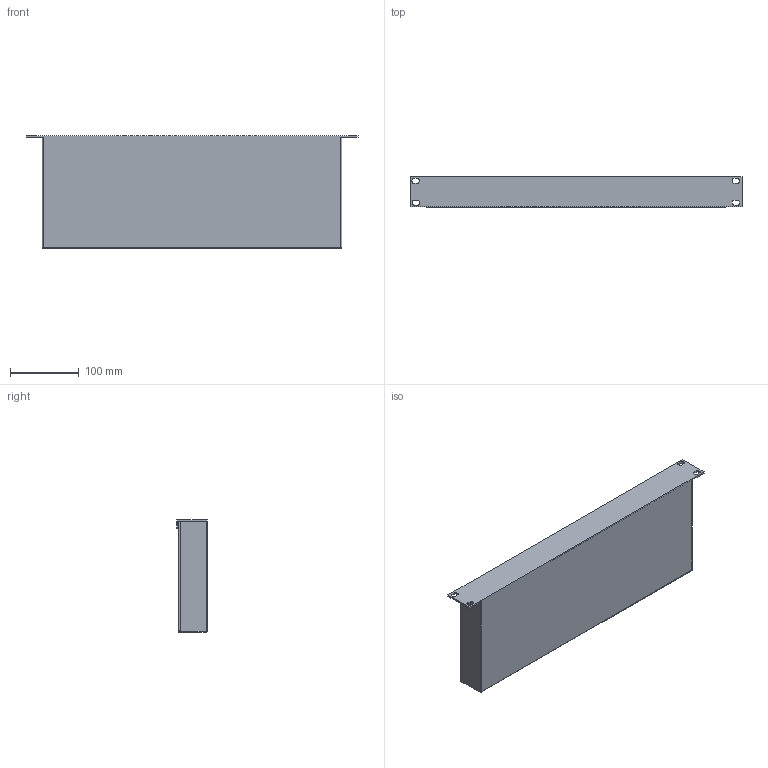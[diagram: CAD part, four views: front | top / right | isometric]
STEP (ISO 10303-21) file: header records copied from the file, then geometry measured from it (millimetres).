
FILE_DESCRIPTION(/* description */ ('Alibre Inc.'),/* implementation_level */ '2;1');
FILE_NAME(/* name */ 'export0',/* time_stamp */ '2013-07-05T18:44:14+03:00',/* author */ (''),/* organization */ (''),/* preprocessor_version */ 'ST-DEVELOPER v14',/* originating_system */ 'Alibre',/* authorisation */ '');
FILE_SCHEMA (('AUTOMOTIVE_DESIGN'));
Length unit declared in the file: centimetre
Bounding box: 484 x 44 x 164.5 mm (x, y, z)
Volume: 195229.6 mm3; surface area: 276431.7 mm2
Topology: 1 solids, 1 shells, 72 faces, 205 edges, 135 vertices
Faces by surface type: plane 50, cylinder 22
Entity records: 2295 total; most frequent: ORIENTED_EDGE 410, CARTESIAN_POINT 407, DIRECTION 339, EDGE_CURVE 205, VECTOR 157, LINE 157, VERTEX_POINT 135, AXIS2_PLACEMENT_3D 115
